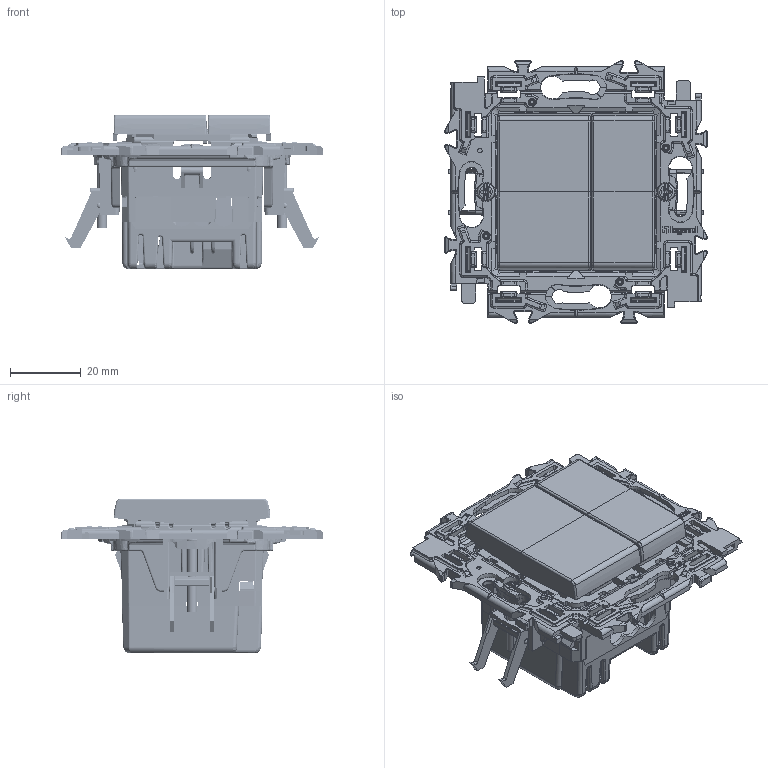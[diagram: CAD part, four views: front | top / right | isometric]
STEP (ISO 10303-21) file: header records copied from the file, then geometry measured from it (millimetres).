
FILE_DESCRIPTION(('CATIA V5 STEP Exchange','CAx-IF Rec.Pracs.--- Model Styling and Organization---1.4--- 2014-01-23'),'2;1');
FILE_NAME('T002249_A-ASS-1.stp','2021-01-29T10:36:54+00:00',('none'),('none'),'CATIA Version 5-6 Release 2017 SP3','CATIA V5 STEP AP214','none');
FILE_SCHEMA(('AUTOMOTIVE_DESIGN { 1 0 10303 214 1 1 1 1 }'));
Products named in the file (12): T002249_A ; 0035939; 0035938; EB00413_A; EG00506_A; 953904 ; 0038174; 0055184; 0097E59; 0291G96 ; 0091L62; 0091L63
Assembly tree (14 placements, depth 4):
  T002249_A 
    0035939
    0035938
    EB00413_A
    EG00506_A
    953904 
      0038174  x2
      0055184  x2
      0097E59  x2
      0291G96 
        0091L62
        0091L63
Bounding box: 74.15 x 74.15 x 43.75 mm (x, y, z)
Volume: 29858.3 mm3; surface area: 44790.7 mm2
Topology: 12 solids, 12 shells, 5767 faces, 16140 edges, 10243 vertices
Faces by surface type: plane 2709, cylinder 1719, bspline 603, cone 367, torus 281, sphere 84, extrusion 4
Entity records: 217525 total; most frequent: CARTESIAN_POINT 89610, ORIENTED_EDGE 31302, DIRECTION 18336, EDGE_CURVE 15651, VERTEX_POINT 9994, VECTOR 7697, LINE 7693, AXIS2_PLACEMENT_3D 6491
